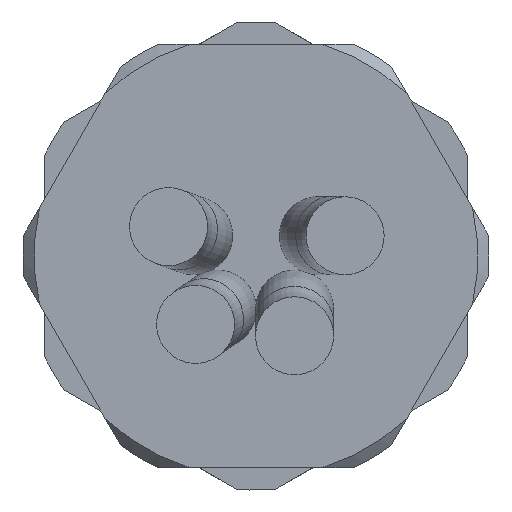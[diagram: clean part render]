
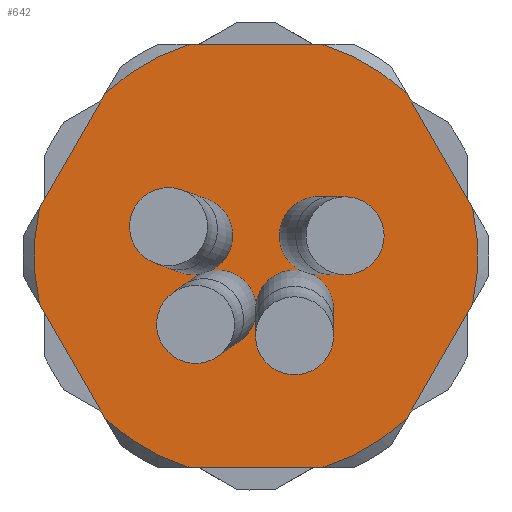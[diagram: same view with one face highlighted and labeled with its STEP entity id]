
A CAD part, front view. The second image highlights one B-rep face of the part: STEP entity #642.
In plain terms, the highlighted planar face has unit normal (0, -1, 0).
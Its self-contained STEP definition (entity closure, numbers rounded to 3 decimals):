
#308=FACE_BOUND('',#1228,.T.);
#309=FACE_BOUND('',#1229,.T.);
#471=CIRCLE('',#4499,9.95);
#472=CIRCLE('',#4500,9.95);
#473=CIRCLE('',#4501,9.95);
#474=CIRCLE('',#4502,9.95);
#475=CIRCLE('',#4503,9.95);
#476=CIRCLE('',#4504,9.95);
#477=CIRCLE('',#4505,1.75);
#478=CIRCLE('',#4506,1.75);
#479=CIRCLE('',#4507,1.75);
#480=CIRCLE('',#4508,1.75);
#481=CIRCLE('',#4509,1.75);
#482=CIRCLE('',#4510,1.75);
#642=ADVANCED_FACE('',(#308,#309),#895,.F.);
#895=PLANE('',#4511);
#1228=EDGE_LOOP('',(#1556,#1557,#1558,#1559,#1560,#1561,#1562,#1563,#1564,
#1565,#1566,#1567));
#1229=EDGE_LOOP('',(#1568,#1569,#1570,#1571,#1572,#1573));
#1556=ORIENTED_EDGE('',*,*,#3246,.F.);
#1557=ORIENTED_EDGE('',*,*,#3247,.F.);
#1558=ORIENTED_EDGE('',*,*,#3248,.F.);
#1559=ORIENTED_EDGE('',*,*,#3249,.F.);
#1560=ORIENTED_EDGE('',*,*,#3250,.F.);
#1561=ORIENTED_EDGE('',*,*,#3251,.F.);
#1562=ORIENTED_EDGE('',*,*,#3252,.F.);
#1563=ORIENTED_EDGE('',*,*,#3253,.F.);
#1564=ORIENTED_EDGE('',*,*,#3254,.F.);
#1565=ORIENTED_EDGE('',*,*,#3255,.F.);
#1566=ORIENTED_EDGE('',*,*,#3256,.F.);
#1567=ORIENTED_EDGE('',*,*,#3257,.F.);
#1568=ORIENTED_EDGE('',*,*,#3258,.F.);
#1569=ORIENTED_EDGE('',*,*,#3259,.F.);
#1570=ORIENTED_EDGE('',*,*,#3260,.F.);
#1571=ORIENTED_EDGE('',*,*,#3261,.F.);
#1572=ORIENTED_EDGE('',*,*,#3262,.F.);
#1573=ORIENTED_EDGE('',*,*,#3263,.F.);
#2820=VERTEX_POINT('',#6061);
#2821=VERTEX_POINT('',#6062);
#2822=VERTEX_POINT('',#6064);
#2823=VERTEX_POINT('',#6066);
#2824=VERTEX_POINT('',#6068);
#2825=VERTEX_POINT('',#6070);
#2826=VERTEX_POINT('',#6072);
#2827=VERTEX_POINT('',#6074);
#2828=VERTEX_POINT('',#6076);
#2829=VERTEX_POINT('',#6078);
#2830=VERTEX_POINT('',#6080);
#2831=VERTEX_POINT('',#6082);
#2832=VERTEX_POINT('',#6085);
#2833=VERTEX_POINT('',#6086);
#2834=VERTEX_POINT('',#6088);
#2835=VERTEX_POINT('',#6090);
#2836=VERTEX_POINT('',#6092);
#2837=VERTEX_POINT('',#6094);
#3246=EDGE_CURVE('',#2820,#2821,#3874,.T.);
#3247=EDGE_CURVE('',#2822,#2820,#471,.T.);
#3248=EDGE_CURVE('',#2823,#2822,#3875,.T.);
#3249=EDGE_CURVE('',#2824,#2823,#472,.T.);
#3250=EDGE_CURVE('',#2825,#2824,#3876,.T.);
#3251=EDGE_CURVE('',#2826,#2825,#473,.T.);
#3252=EDGE_CURVE('',#2827,#2826,#3877,.T.);
#3253=EDGE_CURVE('',#2828,#2827,#474,.T.);
#3254=EDGE_CURVE('',#2829,#2828,#3878,.T.);
#3255=EDGE_CURVE('',#2830,#2829,#475,.T.);
#3256=EDGE_CURVE('',#2831,#2830,#3879,.T.);
#3257=EDGE_CURVE('',#2821,#2831,#476,.T.);
#3258=EDGE_CURVE('',#2832,#2833,#477,.T.);
#3259=EDGE_CURVE('',#2834,#2832,#478,.T.);
#3260=EDGE_CURVE('',#2835,#2834,#479,.T.);
#3261=EDGE_CURVE('',#2836,#2835,#480,.T.);
#3262=EDGE_CURVE('',#2837,#2836,#481,.T.);
#3263=EDGE_CURVE('',#2833,#2837,#482,.T.);
#3874=LINE('',#6060,#4173);
#3875=LINE('',#6065,#4174);
#3876=LINE('',#6069,#4175);
#3877=LINE('',#6073,#4176);
#3878=LINE('',#6077,#4177);
#3879=LINE('',#6081,#4178);
#4173=VECTOR('',#4936,1.);
#4174=VECTOR('',#4939,1.);
#4175=VECTOR('',#4942,1.);
#4176=VECTOR('',#4945,1.);
#4177=VECTOR('',#4948,1.);
#4178=VECTOR('',#4951,1.);
#4499=AXIS2_PLACEMENT_3D('',#6063,#4937,#4938);
#4500=AXIS2_PLACEMENT_3D('',#6067,#4940,#4941);
#4501=AXIS2_PLACEMENT_3D('',#6071,#4943,#4944);
#4502=AXIS2_PLACEMENT_3D('',#6075,#4946,#4947);
#4503=AXIS2_PLACEMENT_3D('',#6079,#4949,#4950);
#4504=AXIS2_PLACEMENT_3D('',#6083,#4952,#4953);
#4505=AXIS2_PLACEMENT_3D('',#6084,#4954,#4955);
#4506=AXIS2_PLACEMENT_3D('',#6087,#4956,#4957);
#4507=AXIS2_PLACEMENT_3D('',#6089,#4958,#4959);
#4508=AXIS2_PLACEMENT_3D('',#6091,#4960,#4961);
#4509=AXIS2_PLACEMENT_3D('',#6093,#4962,#4963);
#4510=AXIS2_PLACEMENT_3D('',#6095,#4964,#4965);
#4511=AXIS2_PLACEMENT_3D('',#6096,#4966,#4967);
#4936=DIRECTION('',(1.,0.,0.));
#4937=DIRECTION('',(0.,1.,0.));
#4938=DIRECTION('',(0.,0.,1.));
#4939=DIRECTION('',(0.5,0.,0.866));
#4940=DIRECTION('',(0.,1.,0.));
#4941=DIRECTION('',(0.,0.,1.));
#4942=DIRECTION('',(-0.5,0.,0.866));
#4943=DIRECTION('',(0.,1.,0.));
#4944=DIRECTION('',(0.,0.,1.));
#4945=DIRECTION('',(-1.,0.,0.));
#4946=DIRECTION('',(0.,1.,0.));
#4947=DIRECTION('',(0.,0.,1.));
#4948=DIRECTION('',(-0.5,0.,-0.866));
#4949=DIRECTION('',(0.,1.,0.));
#4950=DIRECTION('',(0.,0.,1.));
#4951=DIRECTION('',(0.5,0.,-0.866));
#4952=DIRECTION('',(0.,1.,0.));
#4953=DIRECTION('',(0.,0.,1.));
#4954=DIRECTION('',(0.,-1.,0.));
#4955=DIRECTION('',(0.,0.,1.));
#4956=DIRECTION('',(0.,-1.,0.));
#4957=DIRECTION('',(0.,0.,1.));
#4958=DIRECTION('',(0.,-1.,0.));
#4959=DIRECTION('',(0.,0.,1.));
#4960=DIRECTION('',(0.,-1.,0.));
#4961=DIRECTION('',(0.,0.,1.));
#4962=DIRECTION('',(0.,-1.,0.));
#4963=DIRECTION('',(0.,0.,1.));
#4964=DIRECTION('',(0.,-1.,0.));
#4965=DIRECTION('',(0.,0.,1.));
#4966=DIRECTION('',(0.,1.,0.));
#4967=DIRECTION('',(0.,0.,1.));
#6060=CARTESIAN_POINT('',(44.515,50.,9.5));
#6061=CARTESIAN_POINT('',(47.042,50.,9.5));
#6062=CARTESIAN_POINT('',(52.958,50.,9.5));
#6063=CARTESIAN_POINT('',(50.,50.,0.));
#6064=CARTESIAN_POINT('',(43.252,50.,7.312));
#6065=CARTESIAN_POINT('',(39.03,50.,0.));
#6066=CARTESIAN_POINT('',(40.294,50.,2.188));
#6067=CARTESIAN_POINT('',(50.,50.,0.));
#6068=CARTESIAN_POINT('',(40.294,50.,-2.188));
#6069=CARTESIAN_POINT('',(44.515,50.,-9.5));
#6070=CARTESIAN_POINT('',(43.252,50.,-7.312));
#6071=CARTESIAN_POINT('',(50.,50.,0.));
#6072=CARTESIAN_POINT('',(47.042,50.,-9.5));
#6073=CARTESIAN_POINT('',(55.485,50.,-9.5));
#6074=CARTESIAN_POINT('',(52.958,50.,-9.5));
#6075=CARTESIAN_POINT('',(50.,50.,0.));
#6076=CARTESIAN_POINT('',(56.748,50.,-7.312));
#6077=CARTESIAN_POINT('',(60.97,50.,0.));
#6078=CARTESIAN_POINT('',(59.706,50.,-2.188));
#6079=CARTESIAN_POINT('',(50.,50.,0.));
#6080=CARTESIAN_POINT('',(59.706,50.,2.188));
#6081=CARTESIAN_POINT('',(55.485,50.,9.5));
#6082=CARTESIAN_POINT('',(56.748,50.,7.312));
#6083=CARTESIAN_POINT('',(50.,50.,0.));
#6084=CARTESIAN_POINT('',(47.204,50.,0.909));
#6085=CARTESIAN_POINT('',(48.,50.,-0.65));
#6086=CARTESIAN_POINT('',(47.475,50.,-0.82));
#6087=CARTESIAN_POINT('',(48.272,50.,-2.379));
#6088=CARTESIAN_POINT('',(50.,50.,-2.102));
#6089=CARTESIAN_POINT('',(51.728,50.,-2.379));
#6090=CARTESIAN_POINT('',(52.,50.,-0.65));
#6091=CARTESIAN_POINT('',(52.796,50.,0.909));
#6092=CARTESIAN_POINT('',(52.525,50.,-0.82));
#6093=CARTESIAN_POINT('',(51.728,50.,-2.379));
#6094=CARTESIAN_POINT('',(50.,50.,-2.655));
#6095=CARTESIAN_POINT('',(48.272,50.,-2.379));
#6096=CARTESIAN_POINT('',(60.45,50.,0.));
